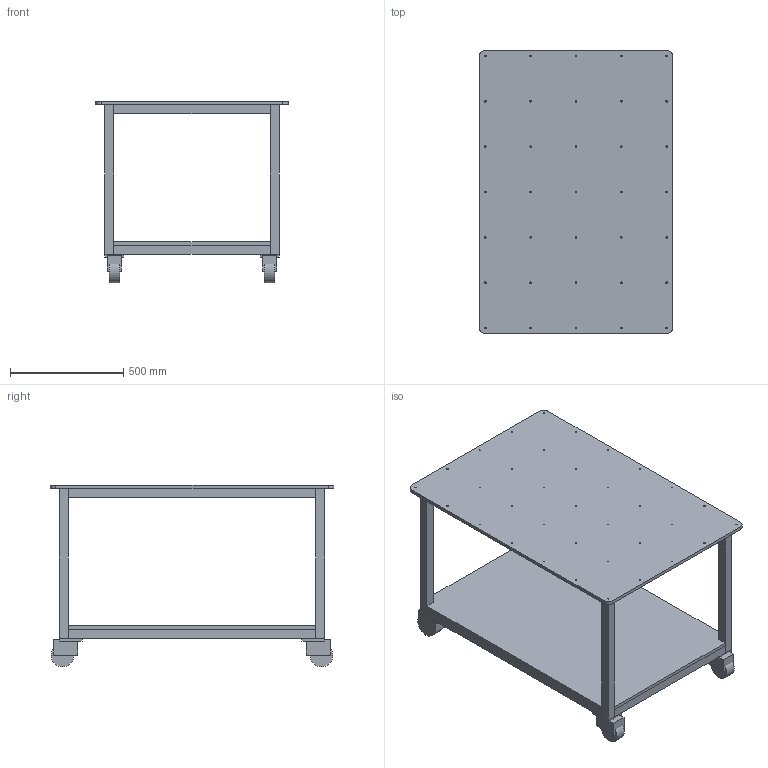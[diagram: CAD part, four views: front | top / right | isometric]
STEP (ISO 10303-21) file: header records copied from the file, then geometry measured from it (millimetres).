
FILE_DESCRIPTION(/* description */ (''),/* implementation_level */ '2;1');
FILE_NAME(/* name */ '001952_A_1-ROBOT CELL UR10_UR5.stp',/* time_stamp */ '2022-01-28T13:56:32+01:00',/* author */ (''),/* organization */ (''),/* preprocessor_version */ 'ST-DEVELOPER v18.101',/* originating_system */ 'SIEMENS PLM Software NX 2007',/* authorisation */ '');
FILE_SCHEMA (('AUTOMOTIVE_DESIGN { 1 0 10303 214 3 1 1 1 }'));
Length unit declared in the file: millimetre
Products named in the file (1): A_objects
Bounding box: 850 x 1250 x 800 mm (x, y, z)
Volume: 48580386.4 mm3; surface area: 5992583.2 mm2
Topology: 26 solids, 26 shells, 191 faces, 452 edges, 313 vertices
Faces by surface type: plane 148, cylinder 43
Full cylindrical faces by diameter (mm): 6.8 x35, 100 x4
Entity records: 5301 total; most frequent: DIRECTION 848, CARTESIAN_POINT 848, ORIENTED_EDGE 756, EDGE_CURVE 378, EDGE_LOOP 300, LINE 292, VECTOR 292, VERTEX_POINT 278
